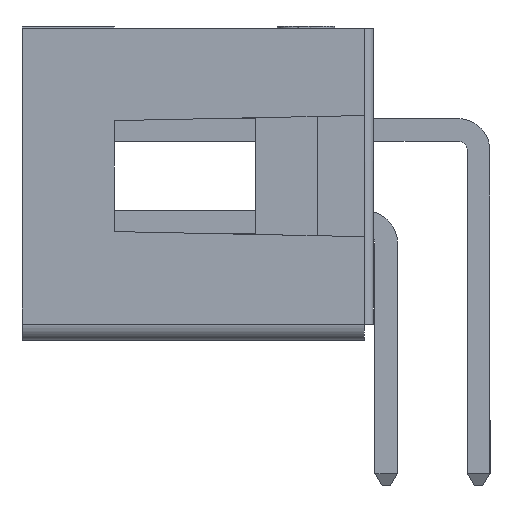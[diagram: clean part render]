
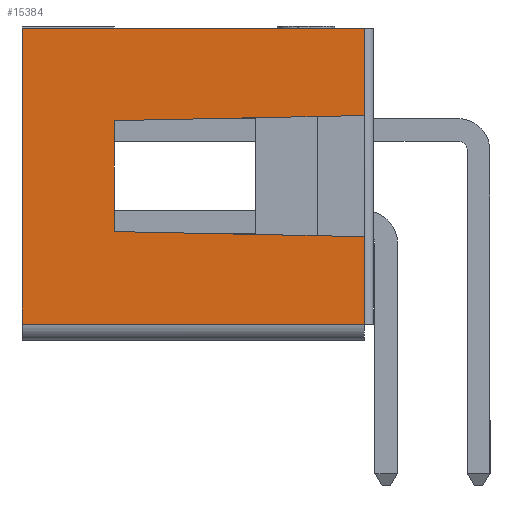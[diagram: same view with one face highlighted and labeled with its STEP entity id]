
A CAD part, left-side view. The second image highlights one B-rep face of the part: STEP entity #15384.
In plain terms, the highlighted planar face has unit normal (-1, 0, 0).
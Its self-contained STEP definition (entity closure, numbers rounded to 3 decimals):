
#12425=CARTESIAN_POINT('',(-13.814,8.74,6.045));
#12426=VERTEX_POINT('',#12425);
#12436=CARTESIAN_POINT('',(-13.814,8.74,2.997));
#12437=VERTEX_POINT('',#12436);
#12438=CARTESIAN_POINT('',(-13.814,8.74,2.997));
#12439=CARTESIAN_POINT('',(-13.814,8.74,4.013));
#12440=CARTESIAN_POINT('',(-13.814,8.74,5.029));
#12441=CARTESIAN_POINT('',(-13.814,8.74,6.045));
#12442=QUASI_UNIFORM_CURVE('',3,(#12438,#12439,#12440,#12441),.UNSPECIFIED.,.F.,.U.);
#12443=EDGE_CURVE('',#12437,#12426,#12442,.T.);
#12686=CARTESIAN_POINT('',(-13.814,1.882,0.457));
#12687=VERTEX_POINT('',#12686);
#12695=CARTESIAN_POINT('',(-13.814,11.28,0.457));
#12696=VERTEX_POINT('',#12695);
#12697=CARTESIAN_POINT('',(-13.814,11.28,0.457));
#12698=CARTESIAN_POINT('',(-13.814,8.147,0.457));
#12699=CARTESIAN_POINT('',(-13.814,5.014,0.457));
#12700=CARTESIAN_POINT('',(-13.814,1.882,0.457));
#12701=QUASI_UNIFORM_CURVE('',3,(#12697,#12698,#12699,#12700),.UNSPECIFIED.,.F.,.U.);
#12702=EDGE_CURVE('',#12696,#12687,#12701,.T.);
#13021=CARTESIAN_POINT('',(-13.814,1.882,6.185));
#13022=VERTEX_POINT('',#13021);
#13030=CARTESIAN_POINT('',(-13.814,8.74,6.045));
#13031=CARTESIAN_POINT('',(-13.814,6.454,6.092));
#13032=CARTESIAN_POINT('',(-13.814,4.168,6.138));
#13033=CARTESIAN_POINT('',(-13.814,1.882,6.185));
#13034=QUASI_UNIFORM_CURVE('',3,(#13030,#13031,#13032,#13033),.UNSPECIFIED.,.F.,.U.);
#13035=EDGE_CURVE('',#12426,#13022,#13034,.T.);
#13119=CARTESIAN_POINT('',(-13.814,1.882,2.858));
#13120=VERTEX_POINT('',#13119);
#13121=CARTESIAN_POINT('',(-13.814,1.882,2.858));
#13122=CARTESIAN_POINT('',(-13.814,4.168,2.904));
#13123=CARTESIAN_POINT('',(-13.814,6.454,2.951));
#13124=CARTESIAN_POINT('',(-13.814,8.74,2.997));
#13125=QUASI_UNIFORM_CURVE('',3,(#13121,#13122,#13123,#13124),.UNSPECIFIED.,.F.,.U.);
#13126=EDGE_CURVE('',#13120,#12437,#13125,.T.);
#15324=CARTESIAN_POINT('',(-13.814,1.882,8.585));
#15325=VERTEX_POINT('',#15324);
#15333=CARTESIAN_POINT('',(-13.814,1.882,6.185));
#15334=CARTESIAN_POINT('',(-13.814,1.882,6.985));
#15335=CARTESIAN_POINT('',(-13.814,1.882,7.785));
#15336=CARTESIAN_POINT('',(-13.814,1.882,8.585));
#15337=QUASI_UNIFORM_CURVE('',3,(#15333,#15334,#15335,#15336),.UNSPECIFIED.,.F.,.U.);
#15338=EDGE_CURVE('',#13022,#15325,#15337,.T.);
#15343=CARTESIAN_POINT('',(-13.814,1.882,0.457));
#15344=CARTESIAN_POINT('',(-13.814,1.882,1.257));
#15345=CARTESIAN_POINT('',(-13.814,1.882,2.057));
#15346=CARTESIAN_POINT('',(-13.814,1.882,2.858));
#15347=QUASI_UNIFORM_CURVE('',3,(#15343,#15344,#15345,#15346),.UNSPECIFIED.,.F.,.U.);
#15348=EDGE_CURVE('',#12687,#13120,#15347,.T.);
#15355=CARTESIAN_POINT('',(-13.814,1.412,0.051));
#15356=DIRECTION('',(-1.0,0.0,0.0));
#15357=DIRECTION('',(0.0,-1.0,0.0));
#15358=AXIS2_PLACEMENT_3D('',#15355,#15356,#15357);
#15359=PLANE('',#15358);
#15360=ORIENTED_EDGE('',*,*,#13035,.T.);
#15361=ORIENTED_EDGE('',*,*,#15338,.T.);
#15362=CARTESIAN_POINT('',(-13.814,11.28,8.585));
#15363=VERTEX_POINT('',#15362);
#15364=CARTESIAN_POINT('',(-13.814,1.882,8.585));
#15365=CARTESIAN_POINT('',(-13.814,5.014,8.585));
#15366=CARTESIAN_POINT('',(-13.814,8.147,8.585));
#15367=CARTESIAN_POINT('',(-13.814,11.28,8.585));
#15368=QUASI_UNIFORM_CURVE('',3,(#15364,#15365,#15366,#15367),.UNSPECIFIED.,.F.,.U.);
#15369=EDGE_CURVE('',#15325,#15363,#15368,.T.);
#15370=ORIENTED_EDGE('',*,*,#15369,.T.);
#15371=CARTESIAN_POINT('',(-13.814,11.28,0.457));
#15372=CARTESIAN_POINT('',(-13.814,11.28,3.167));
#15373=CARTESIAN_POINT('',(-13.814,11.28,5.876));
#15374=CARTESIAN_POINT('',(-13.814,11.28,8.585));
#15375=QUASI_UNIFORM_CURVE('',3,(#15371,#15372,#15373,#15374),.UNSPECIFIED.,.F.,.U.);
#15376=EDGE_CURVE('',#12696,#15363,#15375,.T.);
#15377=ORIENTED_EDGE('',*,*,#15376,.F.);
#15378=ORIENTED_EDGE('',*,*,#12702,.T.);
#15379=ORIENTED_EDGE('',*,*,#15348,.T.);
#15380=ORIENTED_EDGE('',*,*,#13126,.T.);
#15381=ORIENTED_EDGE('',*,*,#12443,.T.);
#15382=EDGE_LOOP('',(#15360,#15361,#15370,#15377,#15378,#15379,#15380,#15381));
#15383=FACE_OUTER_BOUND('',#15382,.T.);
#15384=ADVANCED_FACE('',(#15383),#15359,.T.);
